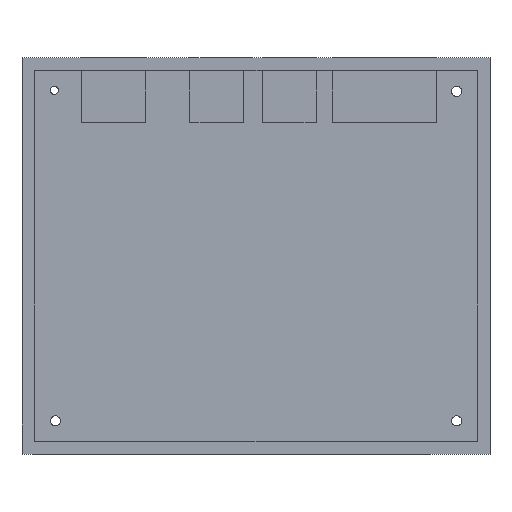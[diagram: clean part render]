
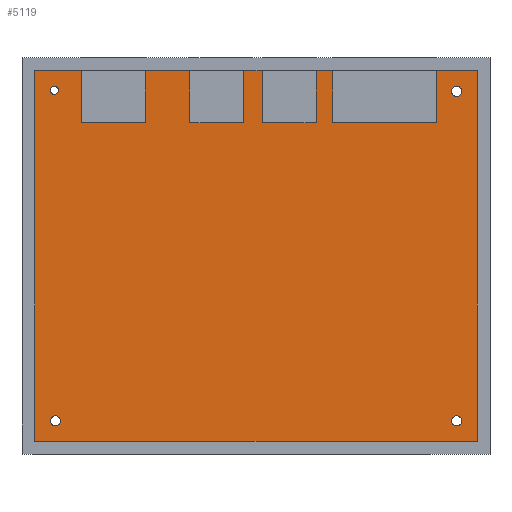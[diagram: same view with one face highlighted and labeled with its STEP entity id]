
A CAD part, top view. The second image highlights one B-rep face of the part: STEP entity #5119.
In plain terms, the highlighted planar face has unit normal (0, 0, 1).
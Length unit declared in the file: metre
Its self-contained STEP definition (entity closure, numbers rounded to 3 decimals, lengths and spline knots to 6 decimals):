
#22=CIRCLE('',#5371,0.001607);
#23=CIRCLE('',#5372,0.002005);
#24=CIRCLE('',#5373,0.001972);
#25=CIRCLE('',#5374,0.001988);
#993=ORIENTED_EDGE('',*,*,#2141,.F.);
#994=ORIENTED_EDGE('',*,*,#2142,.F.);
#995=ORIENTED_EDGE('',*,*,#2143,.F.);
#996=ORIENTED_EDGE('',*,*,#2144,.F.);
#997=ORIENTED_EDGE('',*,*,#1496,.F.);
#998=ORIENTED_EDGE('',*,*,#1491,.T.);
#999=ORIENTED_EDGE('',*,*,#1494,.T.);
#1000=ORIENTED_EDGE('',*,*,#1456,.F.);
#1001=ORIENTED_EDGE('',*,*,#1506,.F.);
#1002=ORIENTED_EDGE('',*,*,#1501,.T.);
#1003=ORIENTED_EDGE('',*,*,#1504,.T.);
#1004=ORIENTED_EDGE('',*,*,#1452,.F.);
#1005=ORIENTED_EDGE('',*,*,#1516,.F.);
#1006=ORIENTED_EDGE('',*,*,#1511,.T.);
#1007=ORIENTED_EDGE('',*,*,#1514,.T.);
#1008=ORIENTED_EDGE('',*,*,#1448,.F.);
#1009=ORIENTED_EDGE('',*,*,#1526,.F.);
#1010=ORIENTED_EDGE('',*,*,#1521,.T.);
#1011=ORIENTED_EDGE('',*,*,#1524,.T.);
#1012=ORIENTED_EDGE('',*,*,#1464,.F.);
#1013=ORIENTED_EDGE('',*,*,#2132,.T.);
#1014=ORIENTED_EDGE('',*,*,#2145,.T.);
#1015=ORIENTED_EDGE('',*,*,#2146,.F.);
#1016=ORIENTED_EDGE('',*,*,#1460,.F.);
#1448=EDGE_CURVE('',#2156,#2157,#2632,.T.);
#1452=EDGE_CURVE('',#2160,#2161,#2636,.T.);
#1456=EDGE_CURVE('',#2164,#2165,#2640,.T.);
#1460=EDGE_CURVE('',#2168,#2169,#2644,.T.);
#1464=EDGE_CURVE('',#2172,#2173,#2648,.T.);
#1491=EDGE_CURVE('',#2196,#2199,#2675,.T.);
#1494=EDGE_CURVE('',#2199,#2165,#2678,.T.);
#1496=EDGE_CURVE('',#2196,#2168,#2680,.T.);
#1501=EDGE_CURVE('',#2200,#2203,#2685,.T.);
#1504=EDGE_CURVE('',#2203,#2161,#2688,.T.);
#1506=EDGE_CURVE('',#2200,#2164,#2690,.T.);
#1511=EDGE_CURVE('',#2204,#2207,#2695,.T.);
#1514=EDGE_CURVE('',#2207,#2157,#2698,.T.);
#1516=EDGE_CURVE('',#2204,#2160,#2700,.T.);
#1521=EDGE_CURVE('',#2208,#2211,#2705,.T.);
#1524=EDGE_CURVE('',#2211,#2173,#2708,.T.);
#1526=EDGE_CURVE('',#2208,#2156,#2710,.T.);
#2132=EDGE_CURVE('',#2172,#2615,#3316,.T.);
#2141=EDGE_CURVE('',#2621,#2621,#22,.T.);
#2142=EDGE_CURVE('',#2622,#2622,#23,.T.);
#2143=EDGE_CURVE('',#2623,#2623,#24,.T.);
#2144=EDGE_CURVE('',#2624,#2624,#25,.T.);
#2145=EDGE_CURVE('',#2615,#2625,#3321,.T.);
#2146=EDGE_CURVE('',#2169,#2625,#3322,.T.);
#2156=VERTEX_POINT('',#6587);
#2157=VERTEX_POINT('',#6589);
#2160=VERTEX_POINT('',#6595);
#2161=VERTEX_POINT('',#6597);
#2164=VERTEX_POINT('',#6603);
#2165=VERTEX_POINT('',#6605);
#2168=VERTEX_POINT('',#6611);
#2169=VERTEX_POINT('',#6613);
#2172=VERTEX_POINT('',#6619);
#2173=VERTEX_POINT('',#6621);
#2196=VERTEX_POINT('',#6670);
#2199=VERTEX_POINT('',#6675);
#2200=VERTEX_POINT('',#6689);
#2203=VERTEX_POINT('',#6694);
#2204=VERTEX_POINT('',#6708);
#2207=VERTEX_POINT('',#6713);
#2208=VERTEX_POINT('',#6727);
#2211=VERTEX_POINT('',#6732);
#2615=VERTEX_POINT('',#7949);
#2621=VERTEX_POINT('',#7967);
#2622=VERTEX_POINT('',#7969);
#2623=VERTEX_POINT('',#7971);
#2624=VERTEX_POINT('',#7973);
#2625=VERTEX_POINT('',#7975);
#2632=LINE('',#6588,#3328);
#2636=LINE('',#6596,#3332);
#2640=LINE('',#6604,#3336);
#2644=LINE('',#6612,#3340);
#2648=LINE('',#6620,#3344);
#2675=LINE('',#6676,#3371);
#2678=LINE('',#6680,#3374);
#2680=LINE('',#6684,#3376);
#2685=LINE('',#6695,#3381);
#2688=LINE('',#6699,#3384);
#2690=LINE('',#6703,#3386);
#2695=LINE('',#6714,#3391);
#2698=LINE('',#6718,#3394);
#2700=LINE('',#6722,#3396);
#2705=LINE('',#6733,#3401);
#2708=LINE('',#6737,#3404);
#2710=LINE('',#6741,#3406);
#3316=LINE('',#7950,#4012);
#3321=LINE('',#7974,#4017);
#3322=LINE('',#7976,#4018);
#3328=VECTOR('',#5397,1.);
#3332=VECTOR('',#5401,1.);
#3336=VECTOR('',#5405,1.);
#3340=VECTOR('',#5409,1.);
#3344=VECTOR('',#5413,1.);
#3371=VECTOR('',#5444,1.);
#3374=VECTOR('',#5449,1.);
#3376=VECTOR('',#5455,1.);
#3381=VECTOR('',#5464,1.);
#3384=VECTOR('',#5469,1.);
#3386=VECTOR('',#5475,1.);
#3391=VECTOR('',#5484,1.);
#3394=VECTOR('',#5489,1.);
#3396=VECTOR('',#5495,1.);
#3401=VECTOR('',#5504,1.);
#3404=VECTOR('',#5509,1.);
#3406=VECTOR('',#5515,1.);
#4012=VECTOR('',#6519,1.);
#4017=VECTOR('',#6544,1.);
#4018=VECTOR('',#6545,1.);
#4252=EDGE_LOOP('',(#993));
#4253=EDGE_LOOP('',(#994));
#4254=EDGE_LOOP('',(#995));
#4255=EDGE_LOOP('',(#996));
#4256=EDGE_LOOP('',(#997,#998,#999,#1000,#1001,#1002,#1003,#1004,#1005,
#1006,#1007,#1008,#1009,#1010,#1011,#1012,#1013,#1014,#1015,#1016));
#4576=FACE_BOUND('',#4252,.T.);
#4577=FACE_BOUND('',#4253,.T.);
#4578=FACE_BOUND('',#4254,.T.);
#4579=FACE_BOUND('',#4255,.T.);
#4580=FACE_BOUND('',#4256,.T.);
#4891=PLANE('',#5370);
#5119=ADVANCED_FACE('',(#4576,#4577,#4578,#4579,#4580),#4891,.T.);
#5370=AXIS2_PLACEMENT_3D('',#7965,#6534,#6535);
#5371=AXIS2_PLACEMENT_3D('',#7966,#6536,#6537);
#5372=AXIS2_PLACEMENT_3D('',#7968,#6538,#6539);
#5373=AXIS2_PLACEMENT_3D('',#7970,#6540,#6541);
#5374=AXIS2_PLACEMENT_3D('',#7972,#6542,#6543);
#5397=DIRECTION('',(1.,0.,0.));
#5401=DIRECTION('',(1.,0.,0.));
#5405=DIRECTION('',(1.,0.,0.));
#5409=DIRECTION('',(1.,0.,0.));
#5413=DIRECTION('',(1.,0.,0.));
#5444=DIRECTION('',(-1.,0.,0.));
#5449=DIRECTION('',(0.,1.,0.));
#5455=DIRECTION('',(0.,1.,0.));
#5464=DIRECTION('',(-1.,0.,0.));
#5469=DIRECTION('',(0.,1.,0.));
#5475=DIRECTION('',(0.,1.,0.));
#5484=DIRECTION('',(-1.,0.,0.));
#5489=DIRECTION('',(0.,1.,0.));
#5495=DIRECTION('',(0.,1.,0.));
#5504=DIRECTION('',(-1.,0.,0.));
#5509=DIRECTION('',(0.,1.,0.));
#5515=DIRECTION('',(0.,1.,0.));
#6519=DIRECTION('',(0.,-1.,0.));
#6534=DIRECTION('',(0.,0.,1.));
#6535=DIRECTION('',(1.,0.,0.));
#6536=DIRECTION('',(0.,0.,1.));
#6537=DIRECTION('',(1.,0.,0.));
#6538=DIRECTION('',(0.,0.,1.));
#6539=DIRECTION('',(1.,0.,0.));
#6540=DIRECTION('',(0.,0.,1.));
#6541=DIRECTION('',(1.,0.,0.));
#6542=DIRECTION('',(0.,0.,1.));
#6543=DIRECTION('',(1.,0.,0.));
#6544=DIRECTION('',(1.,0.,0.));
#6545=DIRECTION('',(0.,-1.,0.));
#6587=CARTESIAN_POINT('',(-0.128624,0.001942,0.002));
#6588=CARTESIAN_POINT('',(-0.085071,0.001942,0.002));
#6589=CARTESIAN_POINT('',(-0.11111,0.001942,0.002));
#6595=CARTESIAN_POINT('',(-0.089871,0.001942,0.002));
#6596=CARTESIAN_POINT('',(-0.085071,0.001942,0.002));
#6597=CARTESIAN_POINT('',(-0.082618,0.001942,0.002));
#6603=CARTESIAN_POINT('',(-0.061379,0.001942,0.002));
#6604=CARTESIAN_POINT('',(-0.085071,0.001942,0.002));
#6605=CARTESIAN_POINT('',(-0.054926,0.001942,0.002));
#6611=CARTESIAN_POINT('',(-0.013958,0.001942,0.002));
#6612=CARTESIAN_POINT('',(-0.085071,0.001942,0.002));
#6613=CARTESIAN_POINT('',(0.002018,0.001942,0.002));
#6619=CARTESIAN_POINT('',(-0.172161,0.001942,0.002));
#6620=CARTESIAN_POINT('',(-0.085071,0.001942,0.002));
#6621=CARTESIAN_POINT('',(-0.153924,0.001942,0.002));
#6670=CARTESIAN_POINT('',(-0.013958,-0.018458,0.002));
#6675=CARTESIAN_POINT('',(-0.054926,-0.018458,0.002));
#6676=CARTESIAN_POINT('',(-0.085071,-0.018458,0.002));
#6680=CARTESIAN_POINT('',(-0.054926,-0.071032,0.002));
#6684=CARTESIAN_POINT('',(-0.013958,-0.071032,0.002));
#6689=CARTESIAN_POINT('',(-0.061379,-0.018458,0.002));
#6694=CARTESIAN_POINT('',(-0.082618,-0.018458,0.002));
#6695=CARTESIAN_POINT('',(-0.085071,-0.018458,0.002));
#6699=CARTESIAN_POINT('',(-0.082618,-0.071032,0.002));
#6703=CARTESIAN_POINT('',(-0.061379,-0.071032,0.002));
#6708=CARTESIAN_POINT('',(-0.089871,-0.018458,0.002));
#6713=CARTESIAN_POINT('',(-0.11111,-0.018458,0.002));
#6714=CARTESIAN_POINT('',(-0.085071,-0.018458,0.002));
#6718=CARTESIAN_POINT('',(-0.11111,-0.071032,0.002));
#6722=CARTESIAN_POINT('',(-0.089871,-0.071032,0.002));
#6727=CARTESIAN_POINT('',(-0.128624,-0.018458,0.002));
#6732=CARTESIAN_POINT('',(-0.153924,-0.018458,0.002));
#6733=CARTESIAN_POINT('',(-0.085071,-0.018458,0.002));
#6737=CARTESIAN_POINT('',(-0.153924,-0.071032,0.002));
#6741=CARTESIAN_POINT('',(-0.128624,-0.071032,0.002));
#7949=CARTESIAN_POINT('',(-0.172161,-0.144005,0.002));
#7950=CARTESIAN_POINT('',(-0.172161,-0.071032,0.002));
#7965=CARTESIAN_POINT('',(-0.085071,-0.071032,0.002));
#7966=CARTESIAN_POINT('',(-0.164453,-0.005752,0.002));
#7967=CARTESIAN_POINT('',(-0.162846,-0.005752,0.002));
#7968=CARTESIAN_POINT('',(-0.006096,-0.006176,0.002));
#7969=CARTESIAN_POINT('',(-0.004091,-0.006176,0.002));
#7970=CARTESIAN_POINT('',(-0.006096,-0.135884,0.002));
#7971=CARTESIAN_POINT('',(-0.004124,-0.135884,0.002));
#7972=CARTESIAN_POINT('',(-0.164025,-0.13588,0.002));
#7973=CARTESIAN_POINT('',(-0.162037,-0.13588,0.002));
#7974=CARTESIAN_POINT('',(-0.085071,-0.144005,0.002));
#7975=CARTESIAN_POINT('',(0.002018,-0.144005,0.002));
#7976=CARTESIAN_POINT('',(0.002018,-0.071032,0.002));
